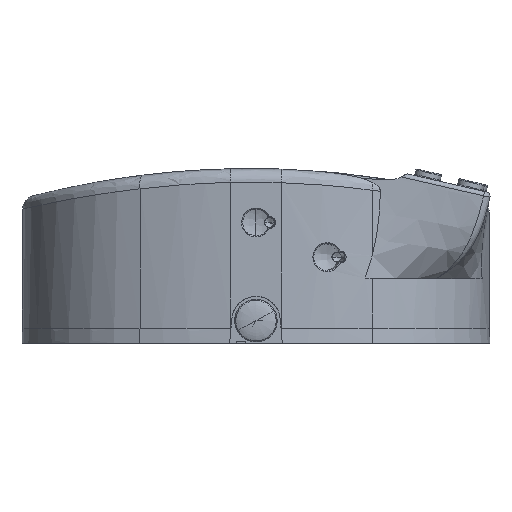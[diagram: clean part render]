
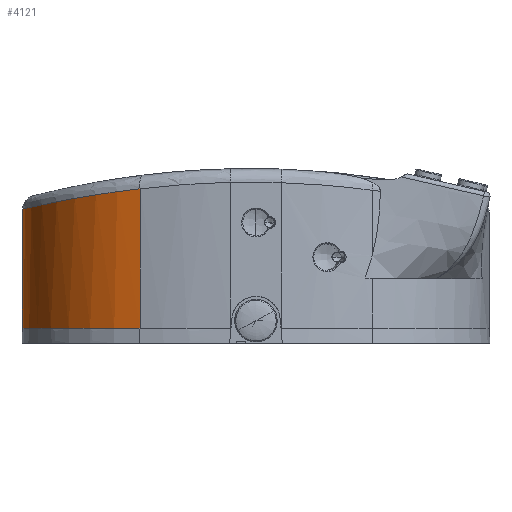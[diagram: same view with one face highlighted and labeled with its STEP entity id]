
A CAD part, left-side view. The second image highlights one B-rep face of the part: STEP entity #4121.
In plain terms, the highlighted free-form (B-spline) face has degree [3, 1] with [10, 2] control points.
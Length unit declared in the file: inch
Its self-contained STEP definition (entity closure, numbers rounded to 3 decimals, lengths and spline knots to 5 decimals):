
#45 = CARTESIAN_POINT ( 'NONE',  ( -0.84207, 1.87801, 1.27799 ) ) ;
#146 = CARTESIAN_POINT ( 'NONE',  ( -1.10619, 1.6626, 1.31986 ) ) ;
#1941 = CARTESIAN_POINT ( 'NONE',  ( -1.34562, 1.34432, 1.37198 ) ) ;
#2222 = CARTESIAN_POINT ( 'NONE',  ( -1.05865, 1.70925, 1.31124 ) ) ;
#2321 = CARTESIAN_POINT ( 'NONE',  ( -1.25987, 1.47732, 1.35148 ) ) ;
#2585 = CARTESIAN_POINT ( 'NONE',  ( -0.6517, 1.98523, 0.14 ) ) ;
#2779 = CARTESIAN_POINT ( 'NONE',  ( -1.47019, 1.0565, 0.14 ) ) ;
#3144 = FACE_OUTER_BOUND ( 'NONE', #21867, .T. ) ;
#3415 = CARTESIAN_POINT ( 'NONE',  ( -1.25028, 1.49803, 1.41676 ) ) ;
#3594 = CARTESIAN_POINT ( 'NONE',  ( -0.40185, 2.0874, 0.14 ) ) ;
#3777 = CARTESIAN_POINT ( 'NONE',  ( -1.47019, 1.0565, 0.14 ) ) ;
#4097 = CARTESIAN_POINT ( 'NONE',  ( -0.16192, 2.11904, 1.22489 ) ) ;
#4121 = ADVANCED_FACE ( 'NONE', ( #3144 ), #27414, .T. ) ;
#4289 = CARTESIAN_POINT ( 'NONE',  ( -0.42509, 2.06842, 1.23661 ) ) ;
#4477 = CARTESIAN_POINT ( 'NONE',  ( -0.56569, 2.02013, 1.2475 ) ) ;
#4755 = CARTESIAN_POINT ( 'NONE',  ( -0.99479, 1.76686, 0.14 ) ) ;
#4934 = CARTESIAN_POINT ( 'NONE',  ( -1.45846, 1.0929, 0.14 ) ) ;
#5292 = VECTOR ( 'NONE', #14916, 39.37008 ) ;
#5397 = CARTESIAN_POINT ( 'NONE',  ( -0.2019, 2.12697, 0.14 ) ) ;
#5759 = CARTESIAN_POINT ( 'NONE',  ( -0.7736, 1.93427, 0.14 ) ) ;
#5855 = CARTESIAN_POINT ( 'NONE',  ( -1.38017, 1.28719, 0.14 ) ) ;
#6461 = CARTESIAN_POINT ( 'NONE',  ( -0.66102, 1.97884, 1.2566 ) ) ;
#6566 = CARTESIAN_POINT ( 'NONE',  ( -0.74942, 1.93347, 1.26636 ) ) ;
#6795 = CARTESIAN_POINT ( 'NONE',  ( -1.47019, 1.0565, 1.40915 ) ) ;
#7048 = CARTESIAN_POINT ( 'NONE',  ( -1.34829, 1.34034, 0.14 ) ) ;
#7142 = CARTESIAN_POINT ( 'NONE',  ( -0.86614, 1.86391, 0.14 ) ) ;
#7488 = LINE ( 'NONE', #22845, #27180 ) ;
#7681 = CARTESIAN_POINT ( 'NONE',  ( -1.17285, 1.59527, 0.14 ) ) ;
#7961 = CARTESIAN_POINT ( 'NONE',  ( -0.7736, 1.93427, 1.41676 ) ) ;
#8476 = CARTESIAN_POINT ( 'NONE',  ( -0.03985, 2.12696, 1.22303 ) ) ;
#8548 = CARTESIAN_POINT ( 'NONE',  ( -1.47019, 1.0565, 0.14 ) ) ;
#8585 = ORIENTED_EDGE ( 'NONE', *, *, #22205, .T. ) ;
#8677 = CARTESIAN_POINT ( 'NONE',  ( -1.37904, 1.28203, 1.38088 ) ) ;
#8758 = CARTESIAN_POINT ( 'NONE',  ( -1.28482, 1.44114, 1.35723 ) ) ;
#8912 = ORIENTED_EDGE ( 'NONE', *, *, #18638, .F. ) ;
#9310 = CARTESIAN_POINT ( 'NONE',  ( -0.33575, 2.0924, 0.14 ) ) ;
#10141 = CARTESIAN_POINT ( 'NONE',  ( -1.17285, 1.59527, 1.41676 ) ) ;
#10569 = CARTESIAN_POINT ( 'NONE',  ( -0.77828, 1.91706, 1.26984 ) ) ;
#10625 = CARTESIAN_POINT ( 'NONE',  ( -1.47019, 1.0565, 0.14 ) ) ;
#10855 = CARTESIAN_POINT ( 'NONE',  ( -1.45256, 1.11122, 1.40291 ) ) ;
#10954 = CARTESIAN_POINT ( 'NONE',  ( -0.32926, 2.09207, 1.23117 ) ) ;
#11326 = CARTESIAN_POINT ( 'NONE',  ( -1.05464, 1.71384, 0.14 ) ) ;
#12165 = CARTESIAN_POINT ( 'NONE',  ( 0., 2.12696, 1.22303 ) ) ;
#12738 = CARTESIAN_POINT ( 'NONE',  ( -0.97666, 1.77986, 1.29769 ) ) ;
#12944 = CARTESIAN_POINT ( 'NONE',  ( -0.20409, 2.11401, 1.22606 ) ) ;
#13007 = ORIENTED_EDGE ( 'NONE', *, *, #24192, .F. ) ;
#13158 = VERTEX_POINT ( 'NONE', #12165 ) ;
#13240 = EDGE_CURVE ( 'NONE', #18419, #18293, #19799, .T. ) ;
#13318 = CARTESIAN_POINT ( 'NONE',  ( -1.40042, 1.23556, 0.14 ) ) ;
#13506 = CARTESIAN_POINT ( 'NONE',  ( -1.21626, 1.53802, 0.14 ) ) ;
#14615 = CARTESIAN_POINT ( 'NONE',  ( -1.47019, 1.0565, 1.41676 ) ) ;
#14746 = CARTESIAN_POINT ( 'NONE',  ( 0., 2.12696, 1.22303 ) ) ;
#14916 = DIRECTION ( 'NONE',  ( 0., 0., 1. ) ) ;
#14945 = CARTESIAN_POINT ( 'NONE',  ( -0.59846, 2.00681, 1.25046 ) ) ;
#15237 = CARTESIAN_POINT ( 'NONE',  ( -0.69083, 1.96433, 1.25975 ) ) ;
#15332 = CARTESIAN_POINT ( 'NONE',  ( -0.87669, 1.85485, 1.28274 ) ) ;
#15905 = CARTESIAN_POINT ( 'NONE',  ( -0.08508, 2.12696, 0.14 ) ) ;
#16350 = CARTESIAN_POINT ( 'NONE',  ( 0., 2.12696, 0.14 ) ) ;
#16488 = DIRECTION ( 'NONE',  ( 0., 0., 1. ) ) ;
#16602 = CARTESIAN_POINT ( 'NONE',  ( -0.2019, 2.12697, 1.41676 ) ) ;
#16779 = CARTESIAN_POINT ( 'NONE',  ( -1.38017, 1.28719, 1.41676 ) ) ;
#17299 = CARTESIAN_POINT ( 'NONE',  ( -0.28777, 2.10052, 1.22921 ) ) ;
#17394 = CARTESIAN_POINT ( 'NONE',  ( -1.47019, 1.0565, 1.40915 ) ) ;
#17484 = CARTESIAN_POINT ( 'NONE',  ( -0.94399, 1.80577, 1.29259 ) ) ;
#17887 = LINE ( 'NONE', #8548, #5292 ) ;
#18293 = VERTEX_POINT ( 'NONE', #19676 ) ;
#18419 = VERTEX_POINT ( 'NONE', #10625 ) ;
#18481 = CARTESIAN_POINT ( 'NONE',  ( -0.40185, 2.0874, 1.41676 ) ) ;
#18638 = EDGE_CURVE ( 'NONE', #18293, #13158, #7488, .T. ) ;
#19377 = CARTESIAN_POINT ( 'NONE',  ( -1.1791, 1.58059, 1.33424 ) ) ;
#19452 = B_SPLINE_CURVE_WITH_KNOTS ( 'NONE', 3,
 ( #14746, #8476, #28124, #4097, #12944, #17299, #10954, #4289, #23841, #4477, #14945, #6461, #15237, #6566, #10569, #45, #15332, #17484, #12738, #2222, #146, #21662, #19377, #19572, #21754, #2321, #8758, #1941, #8677, #25760, #10855, #17394 ),
 .UNSPECIFIED., .F., .F.,
 ( 4, 2, 2, 2, 2, 2, 2, 2, 2, 2, 2, 2, 2, 2, 2, 4 ),
 ( 0., 0.06139, 0.12652, 0.19164, 0.27884, 0.33333, 0.38462, 0.4359, 0.5, 0.5641, 0.66667, 0.70058, 0.73449, 0.80231, 0.91083, 1. ),
 .UNSPECIFIED. ) ;
#19572 = CARTESIAN_POINT ( 'NONE',  ( -1.20681, 1.54691, 1.33998 ) ) ;
#19676 = CARTESIAN_POINT ( 'NONE',  ( 0., 2.12696, 0.14 ) ) ;
#19799 = B_SPLINE_CURVE_WITH_KNOTS ( 'NONE', 3,
 ( #2779, #4934, #19932, #20125, #13318, #7048, #24309, #13506, #22022, #11326, #4755, #7142, #22125, #2585, #24409, #22319, #9310, #24505, #15905, #21925 ),
 .UNSPECIFIED., .F., .F.,
 ( 4, 2, 2, 2, 2, 2, 2, 2, 2, 4 ),
 ( 0., 0.0625, 0.125, 0.25, 0.375, 0.5, 0.625, 0.75, 0.875, 1. ),
 .UNSPECIFIED. ) ;
#19932 = CARTESIAN_POINT ( 'NONE',  ( -1.44528, 1.12911, 0.14 ) ) ;
#20125 = CARTESIAN_POINT ( 'NONE',  ( -1.41631, 1.20031, 0.14 ) ) ;
#20665 = CARTESIAN_POINT ( 'NONE',  ( -0.94211, 1.82278, 0.14 ) ) ;
#20755 = CARTESIAN_POINT ( 'NONE',  ( 0., 2.12696, 1.41676 ) ) ;
#21662 = CARTESIAN_POINT ( 'NONE',  ( -1.1649, 1.59712, 1.33138 ) ) ;
#21754 = CARTESIAN_POINT ( 'NONE',  ( -1.22034, 1.52974, 1.34286 ) ) ;
#21867 = EDGE_LOOP ( 'NONE', ( #13007, #8912, #24810, #8585 ) ) ;
#21925 = CARTESIAN_POINT ( 'NONE',  ( 0., 2.12696, 0.14 ) ) ;
#22022 = CARTESIAN_POINT ( 'NONE',  ( -1.1654, 1.59943, 0.14 ) ) ;
#22125 = CARTESIAN_POINT ( 'NONE',  ( -0.79713, 1.90803, 0.14 ) ) ;
#22205 = EDGE_CURVE ( 'NONE', #18419, #23396, #17887, .T. ) ;
#22319 = CARTESIAN_POINT ( 'NONE',  ( -0.41732, 2.07188, 0.14 ) ) ;
#22845 = CARTESIAN_POINT ( 'NONE',  ( 0., 2.12696, 0.14 ) ) ;
#23149 = CARTESIAN_POINT ( 'NONE',  ( -0.94211, 1.82278, 1.41676 ) ) ;
#23240 = CARTESIAN_POINT ( 'NONE',  ( -1.43221, 1.17434, 1.41676 ) ) ;
#23396 = VERTEX_POINT ( 'NONE', #6795 ) ;
#23841 = CARTESIAN_POINT ( 'NONE',  ( -0.47934, 2.05183, 1.24039 ) ) ;
#24192 = EDGE_CURVE ( 'NONE', #13158, #23396, #19452, .T. ) ;
#24309 = CARTESIAN_POINT ( 'NONE',  ( -1.30772, 1.40848, 0.14 ) ) ;
#24409 = CARTESIAN_POINT ( 'NONE',  ( -0.5753, 2.0183, 0.14 ) ) ;
#24505 = CARTESIAN_POINT ( 'NONE',  ( -0.16963, 2.11993, 0.14 ) ) ;
#24810 = ORIENTED_EDGE ( 'NONE', *, *, #13240, .F. ) ;
#25438 = CARTESIAN_POINT ( 'NONE',  ( -1.43221, 1.17434, 0.14 ) ) ;
#25760 = CARTESIAN_POINT ( 'NONE',  ( -1.43178, 1.16517, 1.39627 ) ) ;
#27180 = VECTOR ( 'NONE', #16488, 39.37008 ) ;
#27414 = B_SPLINE_SURFACE_WITH_KNOTS ( 'NONE', 3, 1, ( 
 ( #16350, #20755 ),
 ( #5397, #16602 ),
 ( #3594, #18481 ),
 ( #5759, #7961 ),
 ( #20665, #23149 ),
 ( #7681, #10141 ),
 ( #27522, #3415 ),
 ( #5855, #16779 ),
 ( #25438, #23240 ),
 ( #3777, #14615 ) ),
 .UNSPECIFIED., .F., .F., .F.,
 ( 4, 2, 2, 2, 4 ),
 ( 2, 2 ),
 ( 0., 1.53848, 3.06402, 4.00751, 4.95049 ),
 ( 0., 1. ),
 .UNSPECIFIED. ) ;
#27522 = CARTESIAN_POINT ( 'NONE',  ( -1.25028, 1.49803, 0.14 ) ) ;
#28124 = CARTESIAN_POINT ( 'NONE',  ( -0.07979, 2.12542, 1.22339 ) ) ;
